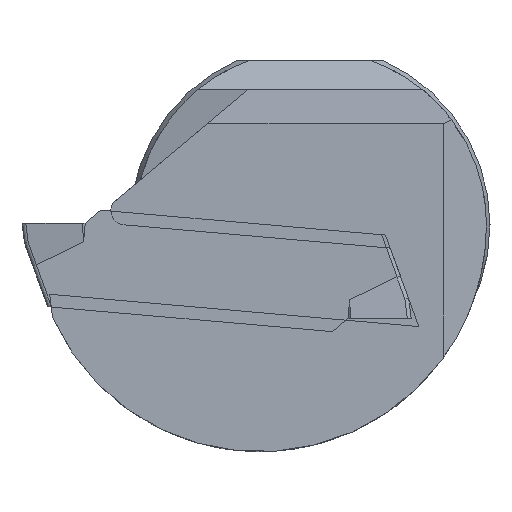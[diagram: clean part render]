
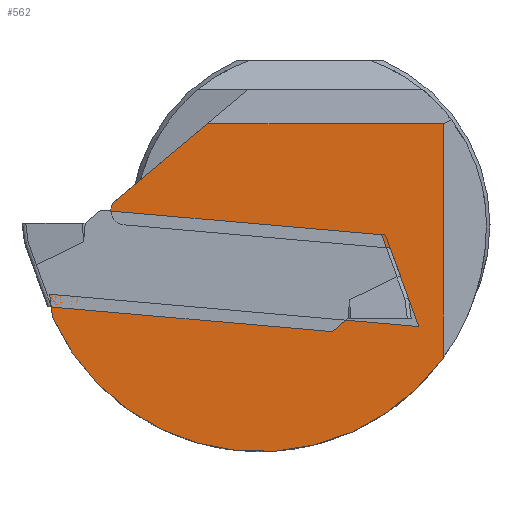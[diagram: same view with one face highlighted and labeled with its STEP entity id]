
A CAD part, left-side view. The second image highlights one B-rep face of the part: STEP entity #562.
In plain terms, the highlighted planar face has unit normal (-1, 0, 0).
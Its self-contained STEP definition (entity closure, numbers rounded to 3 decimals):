
#58=CIRCLE('',#1620,12.6);
#59=CIRCLE('',#1621,0.8);
#562=ADVANCED_FACE('',(#660),#609,.T.);
#609=PLANE('',#1622);
#660=FACE_OUTER_BOUND('',#719,.T.);
#719=EDGE_LOOP('',(#968,#969,#970,#971,#972,#973,#974,#975,#976));
#968=ORIENTED_EDGE('',*,*,#1302,.T.);
#969=ORIENTED_EDGE('',*,*,#1303,.F.);
#970=ORIENTED_EDGE('',*,*,#1304,.F.);
#971=ORIENTED_EDGE('',*,*,#1305,.F.);
#972=ORIENTED_EDGE('',*,*,#1306,.F.);
#973=ORIENTED_EDGE('',*,*,#1307,.F.);
#974=ORIENTED_EDGE('',*,*,#1308,.T.);
#975=ORIENTED_EDGE('',*,*,#1309,.T.);
#976=ORIENTED_EDGE('',*,*,#1310,.T.);
#1166=VERTEX_POINT('',#2253);
#1167=VERTEX_POINT('',#2254);
#1168=VERTEX_POINT('',#2256);
#1169=VERTEX_POINT('',#2258);
#1170=VERTEX_POINT('',#2260);
#1171=VERTEX_POINT('',#2262);
#1172=VERTEX_POINT('',#2264);
#1173=VERTEX_POINT('',#2266);
#1174=VERTEX_POINT('',#2268);
#1302=EDGE_CURVE('',#1166,#1167,#1422,.T.);
#1303=EDGE_CURVE('',#1168,#1167,#1423,.T.);
#1304=EDGE_CURVE('',#1169,#1168,#58,.T.);
#1305=EDGE_CURVE('',#1170,#1169,#1424,.T.);
#1306=EDGE_CURVE('',#1171,#1170,#1425,.T.);
#1307=EDGE_CURVE('',#1172,#1171,#1426,.T.);
#1308=EDGE_CURVE('',#1172,#1173,#59,.T.);
#1309=EDGE_CURVE('',#1173,#1174,#1427,.T.);
#1310=EDGE_CURVE('',#1174,#1166,#1428,.T.);
#1422=LINE('',#2252,#1520);
#1423=LINE('',#2255,#1521);
#1424=LINE('',#2259,#1522);
#1425=LINE('',#2261,#1523);
#1426=LINE('',#2263,#1524);
#1427=LINE('',#2267,#1525);
#1428=LINE('',#2269,#1526);
#1520=VECTOR('',#1860,1.);
#1521=VECTOR('',#1861,1.);
#1522=VECTOR('',#1864,1.);
#1523=VECTOR('',#1865,1.);
#1524=VECTOR('',#1866,1.);
#1525=VECTOR('',#1869,1.);
#1526=VECTOR('',#1870,1.);
#1620=AXIS2_PLACEMENT_3D('',#2257,#1862,#1863);
#1621=AXIS2_PLACEMENT_3D('',#2265,#1867,#1868);
#1622=AXIS2_PLACEMENT_3D('',#2270,#1871,#1872);
#1860=DIRECTION('',(0.,0.996,0.087));
#1861=DIRECTION('',(0.,0.122,0.993));
#1862=DIRECTION('',(1.,0.,0.));
#1863=DIRECTION('',(0.,1.,0.));
#1864=DIRECTION('',(0.,0.,-1.));
#1865=DIRECTION('',(0.,-1.,0.));
#1866=DIRECTION('',(0.,-0.766,0.643));
#1867=DIRECTION('',(-1.,0.,0.));
#1868=DIRECTION('',(0.,0.,1.));
#1869=DIRECTION('',(0.,-0.996,-0.087));
#1870=DIRECTION('',(0.,-0.342,-0.94));
#1871=DIRECTION('',(-1.,0.,0.));
#1872=DIRECTION('',(0.,0.,1.));
#2252=CARTESIAN_POINT('',(0.4,0.444,-5.075));
#2253=CARTESIAN_POINT('',(0.4,-6.045,-5.643));
#2254=CARTESIAN_POINT('',(0.4,14.463,-3.849));
#2255=CARTESIAN_POINT('',(0.4,14.304,-5.139));
#2256=CARTESIAN_POINT('',(0.4,14.304,-5.139));
#2257=CARTESIAN_POINT('',(0.4,2.8,0.));
#2258=CARTESIAN_POINT('',(0.4,-7.4,-7.397));
#2259=CARTESIAN_POINT('',(0.4,-7.4,0.));
#2260=CARTESIAN_POINT('',(0.4,-7.4,5.635));
#2261=CARTESIAN_POINT('',(0.4,0.,5.635));
#2262=CARTESIAN_POINT('',(0.4,5.671,5.635));
#2263=CARTESIAN_POINT('',(0.4,14.697,-1.94));
#2264=CARTESIAN_POINT('',(0.4,10.958,1.198));
#2265=CARTESIAN_POINT('',(0.4,10.262,0.803));
#2266=CARTESIAN_POINT('',(0.4,10.332,0.006));
#2267=CARTESIAN_POINT('',(0.4,0.078,-0.891));
#2268=CARTESIAN_POINT('',(0.4,-4.46,-1.288));
#2269=CARTESIAN_POINT('',(0.4,-3.524,1.283));
#2270=CARTESIAN_POINT('',(0.4,0.,0.));
